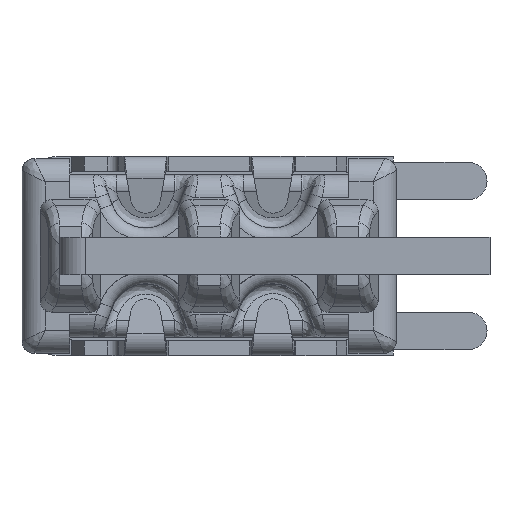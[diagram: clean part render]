
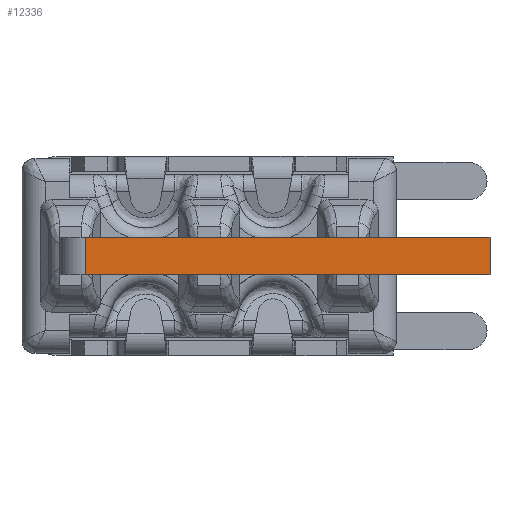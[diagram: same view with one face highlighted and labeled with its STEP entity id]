
A CAD part, front view. The second image highlights one B-rep face of the part: STEP entity #12336.
In plain terms, the highlighted planar face has unit normal (0, -1, 0).
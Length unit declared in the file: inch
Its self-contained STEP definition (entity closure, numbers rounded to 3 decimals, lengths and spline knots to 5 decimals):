
#728=PLANE('',#13154);
#2043=LINE('',#21149,#3440);
#2045=LINE('',#21153,#3442);
#2046=LINE('',#21155,#3443);
#2047=LINE('',#21157,#3444);
#3440=VECTOR('',#15868,39.37008);
#3442=VECTOR('',#15872,39.37008);
#3443=VECTOR('',#15873,39.37008);
#3444=VECTOR('',#15874,39.37008);
#6311=ORIENTED_EDGE('',*,*,#8664,.T.);
#6312=ORIENTED_EDGE('',*,*,#8662,.F.);
#6313=ORIENTED_EDGE('',*,*,#8665,.F.);
#6314=ORIENTED_EDGE('',*,*,#8666,.T.);
#8662=EDGE_CURVE('',#9957,#9958,#2043,.T.);
#8664=EDGE_CURVE('',#9959,#9958,#2045,.T.);
#8665=EDGE_CURVE('',#9960,#9957,#2046,.T.);
#8666=EDGE_CURVE('',#9960,#9959,#2047,.T.);
#9957=VERTEX_POINT('',#21148);
#9958=VERTEX_POINT('',#21150);
#9959=VERTEX_POINT('',#21154);
#9960=VERTEX_POINT('',#21156);
#10819=EDGE_LOOP('',(#6311,#6312,#6313,#6314));
#11531=FACE_BOUND('',#10819,.T.);
#12336=ADVANCED_FACE('',(#11531),#728,.T.);
#13154=AXIS2_PLACEMENT_3D('',#21152,#15870,#15871);
#15868=DIRECTION('',(0.,0.,-1.));
#15870=DIRECTION('',(0.,-1.,0.));
#15871=DIRECTION('',(0.,0.,-1.));
#15872=DIRECTION('',(1.,0.,0.));
#15873=DIRECTION('',(1.,0.,0.));
#15874=DIRECTION('',(0.,0.,-1.));
#21148=CARTESIAN_POINT('',(0.375,-0.787,0.025));
#21149=CARTESIAN_POINT('',(0.375,-0.787,0.));
#21150=CARTESIAN_POINT('',(0.375,-0.787,-0.025));
#21152=CARTESIAN_POINT('',(-0.165,-0.787,0.025));
#21153=CARTESIAN_POINT('',(-0.165,-0.787,-0.025));
#21154=CARTESIAN_POINT('',(-0.165,-0.787,-0.025));
#21155=CARTESIAN_POINT('',(0.015,-0.787,0.025));
#21156=CARTESIAN_POINT('',(-0.165,-0.787,0.025));
#21157=CARTESIAN_POINT('',(-0.165,-0.787,0.025));
